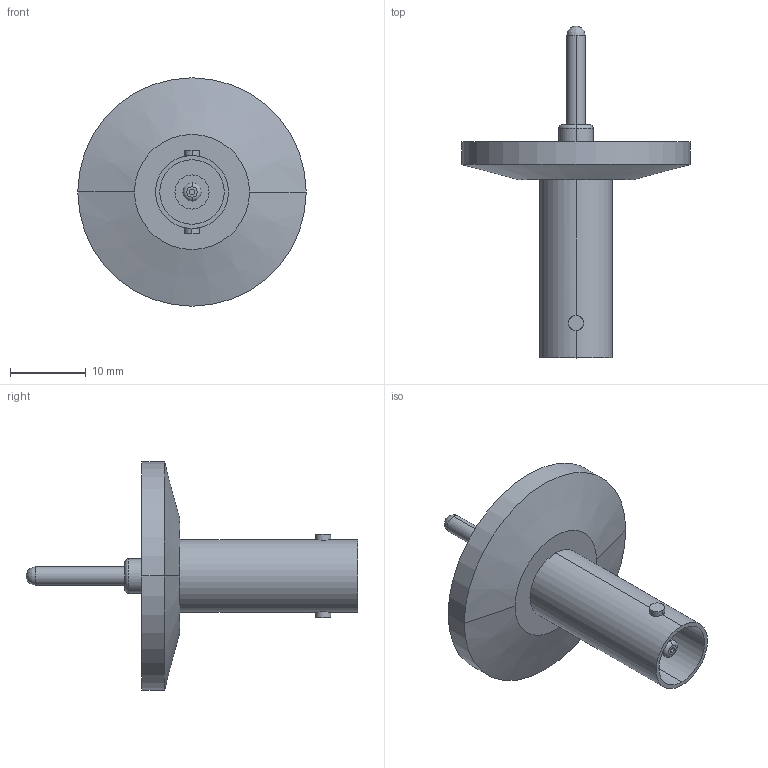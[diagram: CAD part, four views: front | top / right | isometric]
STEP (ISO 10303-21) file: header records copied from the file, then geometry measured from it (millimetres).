
FILE_DESCRIPTION (( 'STEP AP214' ), '1' );
FILE_NAME ('242-BNC50-K16.step', '2025-02-18T20:44:29', ( '' ), ( '' ), 'SwSTEP 2.0', 'SolidWorks 2022', '' );
FILE_SCHEMA (( 'AUTOMOTIVE_DESIGN' ));
Length unit declared in the file: millimetre
Products named in the file (3): 9431-KFX-9.6_9431-KF16-9.6; 242-BNC50-K16; 242-BNC50-I
Assembly tree (2 placements, depth 2):
  242-BNC50-K16
    9431-KFX-9.6_9431-KF16-9.6
    242-BNC50-I
Bounding box: 30.1 x 43.75 x 30.1 mm (x, y, z)
Volume: 2200.1 mm3; surface area: 3593.9 mm2
Topology: 1 solids, 3 shells, 47 faces, 98 edges, 60 vertices
Faces by surface type: cylinder 26, plane 13, torus 4, cone 2, bspline 2
Entity records: 1441 total; most frequent: CARTESIAN_POINT 305, DIRECTION 252, ORIENTED_EDGE 186, AXIS2_PLACEMENT_3D 111, EDGE_CURVE 94, CIRCLE 60, VERTEX_POINT 60, EDGE_LOOP 57
